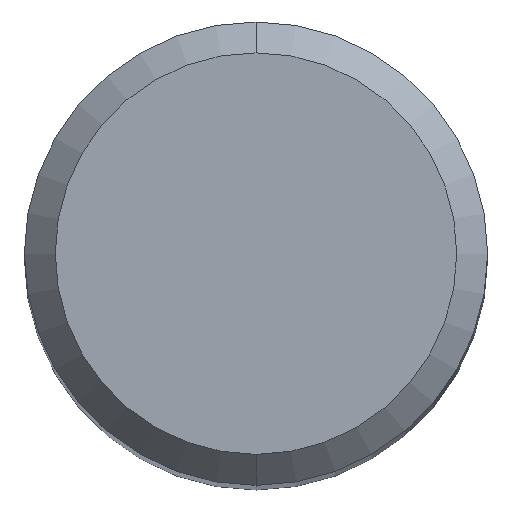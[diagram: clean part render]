
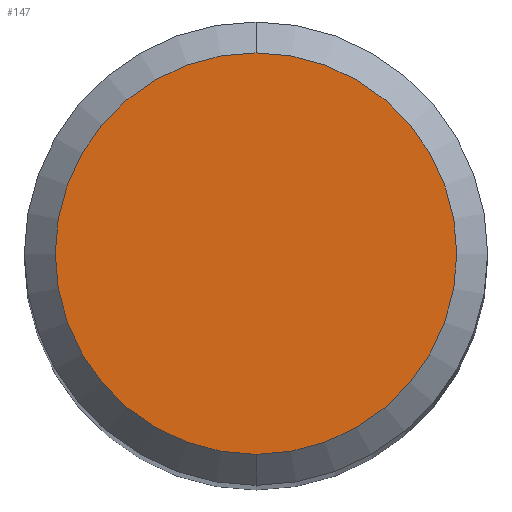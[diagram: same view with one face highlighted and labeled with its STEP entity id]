
A CAD part, top view. The second image highlights one B-rep face of the part: STEP entity #147.
In plain terms, the highlighted planar face has unit normal (0, 0, 1).
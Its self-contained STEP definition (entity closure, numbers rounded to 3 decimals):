
#137=VERTEX_POINT('',#296);
#147=ADVANCED_FACE('',(#307),#308,.T.);
#151=EDGE_CURVE('',#205,#137,#312,.T.);
#171=EDGE_CURVE('',#137,#205,#335,.T.);
#205=VERTEX_POINT('',#372);
#296=CARTESIAN_POINT('',(0.,-2.6,0.0));
#307=FACE_OUTER_BOUND('',#478,.T.);
#308=PLANE('',#479);
#312=CIRCLE('',#484,2.6);
#335=CIRCLE('',#514,2.6);
#372=CARTESIAN_POINT('',(0.0,2.6,0.0));
#478=EDGE_LOOP('',(#683,#684));
#479=AXIS2_PLACEMENT_3D('',#685,#686,#687);
#484=AXIS2_PLACEMENT_3D('',#688,#689,#690);
#514=AXIS2_PLACEMENT_3D('',#722,#723,#724);
#683=ORIENTED_EDGE('',*,*,#151,.F.);
#684=ORIENTED_EDGE('',*,*,#171,.F.);
#685=CARTESIAN_POINT('',(0.0,1.3,0.0));
#686=DIRECTION('',(-0.0,0.0,1.0));
#687=DIRECTION('',(0.0,-1.0,0.0));
#688=CARTESIAN_POINT('',(0.0,0.0,0.0));
#689=DIRECTION('',(0.0,0.0,-1.0));
#690=DIRECTION('',(0.0,1.0,0.0));
#722=CARTESIAN_POINT('',(0.0,0.0,0.0));
#723=DIRECTION('',(0.0,0.0,-1.0));
#724=DIRECTION('',(0.0,1.0,0.0));
